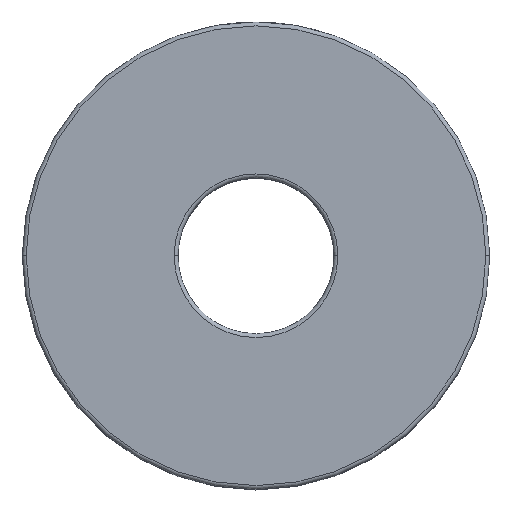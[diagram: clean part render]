
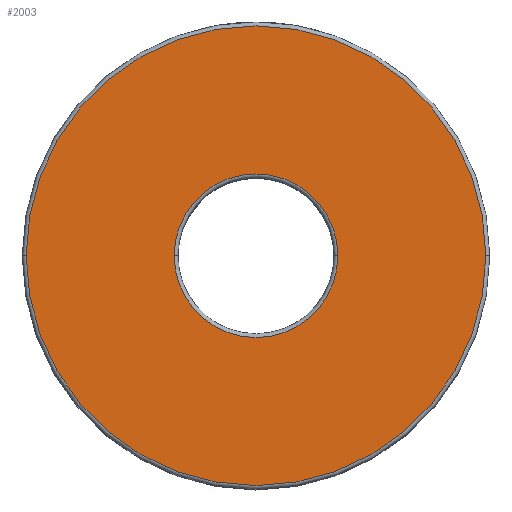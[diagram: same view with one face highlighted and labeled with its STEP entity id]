
A CAD part, top view. The second image highlights one B-rep face of the part: STEP entity #2003.
In plain terms, the highlighted planar face has unit normal (0, 0, 1).
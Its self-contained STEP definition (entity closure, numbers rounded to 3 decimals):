
#33 = AXIS2_PLACEMENT_3D ( 'NONE', #2425, #3921, #3594 ) ;
#261 = CIRCLE ( 'NONE', #4485, 2.1 ) ;
#265 = EDGE_CURVE ( 'NONE', #414, #1619, #4766, .T. ) ;
#279 = DIRECTION ( 'NONE',  ( 0., 0., -1. ) ) ;
#312 = ORIENTED_EDGE ( 'NONE', *, *, #1287, .T. ) ;
#359 = DIRECTION ( 'NONE',  ( 1., 0., 0. ) ) ;
#414 = VERTEX_POINT ( 'NONE', #2356 ) ;
#482 = EDGE_CURVE ( 'NONE', #3046, #4836, #1514, .T. ) ;
#487 = EDGE_LOOP ( 'NONE', ( #3141, #2548 ) ) ;
#674 = PLANE ( 'NONE',  #3621 ) ;
#702 = FACE_BOUND ( 'NONE', #4469, .T. ) ;
#776 = CARTESIAN_POINT ( 'NONE',  ( -2.1, 0., 7.65 ) ) ;
#1093 = CARTESIAN_POINT ( 'NONE',  ( 0., 0., 7.65 ) ) ;
#1099 = DIRECTION ( 'NONE',  ( 1., 0., 0. ) ) ;
#1287 = EDGE_CURVE ( 'NONE', #1619, #414, #261, .T. ) ;
#1339 = DIRECTION ( 'NONE',  ( 1., 0., 0. ) ) ;
#1489 = DIRECTION ( 'NONE',  ( 0., 0., 1. ) ) ;
#1514 = CIRCLE ( 'NONE', #33, 5.9 ) ;
#1619 = VERTEX_POINT ( 'NONE', #776 ) ;
#1717 = AXIS2_PLACEMENT_3D ( 'NONE', #1830, #1886, #1099 ) ;
#1830 = CARTESIAN_POINT ( 'NONE',  ( 0., 0., 7.65 ) ) ;
#1886 = DIRECTION ( 'NONE',  ( 0., 0., -1. ) ) ;
#2003 = ADVANCED_FACE ( 'NONE', ( #4113, #702 ), #674, .T. ) ;
#2058 = CIRCLE ( 'NONE', #2693, 5.9 ) ;
#2074 = EDGE_CURVE ( 'NONE', #4836, #3046, #2058, .T. ) ;
#2168 = ORIENTED_EDGE ( 'NONE', *, *, #265, .T. ) ;
#2244 = DIRECTION ( 'NONE',  ( 1., 0., 0. ) ) ;
#2270 = CARTESIAN_POINT ( 'NONE',  ( 0., 0., 7.65 ) ) ;
#2356 = CARTESIAN_POINT ( 'NONE',  ( 2.1, 0., 7.65 ) ) ;
#2425 = CARTESIAN_POINT ( 'NONE',  ( 0., 0., 7.65 ) ) ;
#2548 = ORIENTED_EDGE ( 'NONE', *, *, #2074, .T. ) ;
#2693 = AXIS2_PLACEMENT_3D ( 'NONE', #2270, #3401, #359 ) ;
#3046 = VERTEX_POINT ( 'NONE', #3416 ) ;
#3141 = ORIENTED_EDGE ( 'NONE', *, *, #482, .T. ) ;
#3336 = CARTESIAN_POINT ( 'NONE',  ( -5.9, 0., 7.65 ) ) ;
#3401 = DIRECTION ( 'NONE',  ( 0., 0., 1. ) ) ;
#3416 = CARTESIAN_POINT ( 'NONE',  ( 5.9, 0., 7.65 ) ) ;
#3594 = DIRECTION ( 'NONE',  ( 1., 0., 0. ) ) ;
#3621 = AXIS2_PLACEMENT_3D ( 'NONE', #1093, #1489, #2244 ) ;
#3634 = CARTESIAN_POINT ( 'NONE',  ( 0., 0., 7.65 ) ) ;
#3921 = DIRECTION ( 'NONE',  ( 0., 0., 1. ) ) ;
#4113 = FACE_OUTER_BOUND ( 'NONE', #487, .T. ) ;
#4469 = EDGE_LOOP ( 'NONE', ( #2168, #312 ) ) ;
#4485 = AXIS2_PLACEMENT_3D ( 'NONE', #3634, #279, #1339 ) ;
#4766 = CIRCLE ( 'NONE', #1717, 2.1 ) ;
#4836 = VERTEX_POINT ( 'NONE', #3336 ) ;
